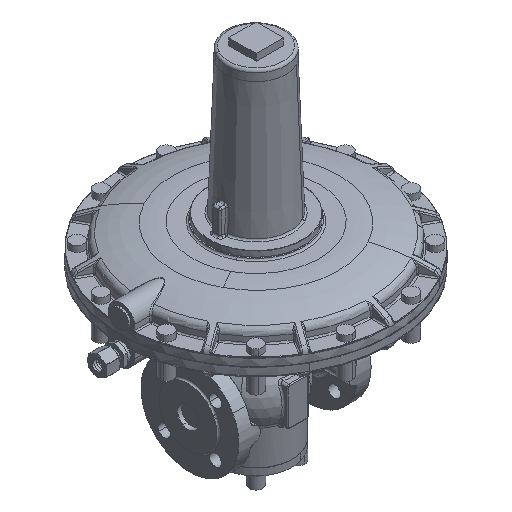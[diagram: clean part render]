
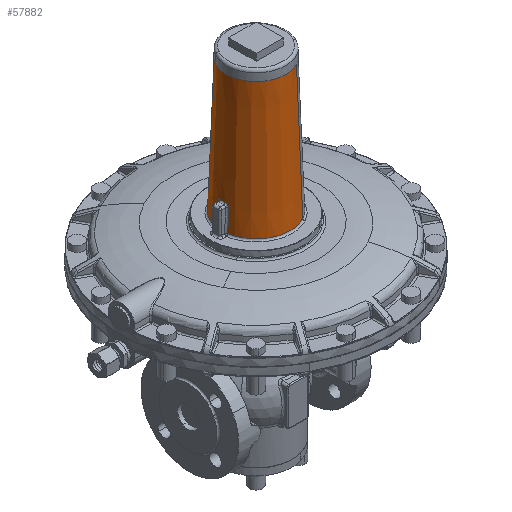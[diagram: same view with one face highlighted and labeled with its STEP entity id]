
A CAD part, isometric view. The second image highlights one B-rep face of the part: STEP entity #57882.
In plain terms, the highlighted conical face has half-angle 2 degrees and reference radius 35 mm.
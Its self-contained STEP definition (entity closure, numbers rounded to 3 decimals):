
#57131=AXIS2_PLACEMENT_3D('Circle Axis2P3D',#57129,#57130,$) ;
#57358=AXIS2_PLACEMENT_3D('Circle Axis2P3D',#57356,#57357,$) ;
#57779=AXIS2_PLACEMENT_3D('Cone Axis2P3D',#57776,#57777,#57778) ;
#57790=AXIS2_PLACEMENT_3D('Circle Axis2P3D',#57788,#57789,$) ;
#57797=AXIS2_PLACEMENT_3D('Circle Axis2P3D',#57795,#57796,$) ;
#57836=AXIS2_PLACEMENT_3D('Circle Axis2P3D',#57834,#57835,$) ;
#57126=CARTESIAN_POINT('Vertex',(-119.896,6.67,255.398)) ;
#57129=CARTESIAN_POINT('Axis2P3D Location',(-80.,0.,255.398)) ;
#57133=CARTESIAN_POINT('Vertex',(-99.393,35.498,255.398)) ;
#57326=CARTESIAN_POINT('Vertex',(-60.607,-35.498,255.398)) ;
#57348=CARTESIAN_POINT('Vertex',(-119.896,-6.67,255.398)) ;
#57356=CARTESIAN_POINT('Axis2P3D Location',(-80.,0.,255.398)) ;
#57776=CARTESIAN_POINT('Axis2P3D Location',(-80.,0.,411.468)) ;
#57781=CARTESIAN_POINT('Line Origine',(8294.245,-15328.953,-498782.811)) ;
#57785=CARTESIAN_POINT('Vertex',(-63.22,-30.715,411.468)) ;
#57788=CARTESIAN_POINT('Axis2P3D Location',(-80.,0.,411.468)) ;
#57792=CARTESIAN_POINT('Vertex',(-110.715,16.78,411.468)) ;
#57795=CARTESIAN_POINT('Axis2P3D Location',(-80.,0.,411.468)) ;
#57799=CARTESIAN_POINT('Vertex',(-96.78,30.715,411.468)) ;
#57802=CARTESIAN_POINT('Line Origine',(-8454.245,15328.953,-498782.811)) ;
#57808=CARTESIAN_POINT('Control Point',(-119.896,6.67,255.398)) ;
#57809=CARTESIAN_POINT('Control Point',(-119.59,6.668,264.065)) ;
#57810=CARTESIAN_POINT('Control Point',(-119.283,6.666,272.732)) ;
#57811=CARTESIAN_POINT('Control Point',(-118.977,6.663,281.398)) ;
#57812=CARTESIAN_POINT('Vertex',(-118.977,6.663,281.398)) ;
#57816=CARTESIAN_POINT('Control Point',(-118.977,6.663,281.398)) ;
#57817=CARTESIAN_POINT('Control Point',(-118.97,6.663,281.601)) ;
#57818=CARTESIAN_POINT('Control Point',(-118.964,6.651,281.805)) ;
#57819=CARTESIAN_POINT('Control Point',(-118.962,6.626,282.003)) ;
#57820=CARTESIAN_POINT('Control Point',(-118.959,6.528,282.536)) ;
#57821=CARTESIAN_POINT('Control Point',(-118.97,6.369,282.98)) ;
#57822=CARTESIAN_POINT('Control Point',(-118.98,6.252,283.233)) ;
#57823=CARTESIAN_POINT('Control Point',(-119.008,5.96,283.758)) ;
#57824=CARTESIAN_POINT('Control Point',(-119.042,5.637,284.152)) ;
#57825=CARTESIAN_POINT('Control Point',(-119.062,5.445,284.349)) ;
#57826=CARTESIAN_POINT('Control Point',(-119.127,4.829,284.884)) ;
#57827=CARTESIAN_POINT('Control Point',(-119.19,4.186,285.191)) ;
#57828=CARTESIAN_POINT('Control Point',(-119.23,3.746,285.33)) ;
#57829=CARTESIAN_POINT('Control Point',(-119.267,3.301,285.398)) ;
#57830=CARTESIAN_POINT('Control Point',(-119.299,2.855,285.398)) ;
#57831=CARTESIAN_POINT('Vertex',(-119.299,2.855,285.398)) ;
#57834=CARTESIAN_POINT('Axis2P3D Location',(-80.,0.,285.398)) ;
#57838=CARTESIAN_POINT('Vertex',(-119.299,-2.855,285.398)) ;
#57842=CARTESIAN_POINT('Control Point',(-119.299,-2.855,285.398)) ;
#57843=CARTESIAN_POINT('Control Point',(-119.267,-3.293,285.398)) ;
#57844=CARTESIAN_POINT('Control Point',(-119.231,-3.731,285.332)) ;
#57845=CARTESIAN_POINT('Control Point',(-119.192,-4.167,285.199)) ;
#57846=CARTESIAN_POINT('Control Point',(-119.136,-4.741,284.927)) ;
#57847=CARTESIAN_POINT('Control Point',(-119.078,-5.294,284.478)) ;
#57848=CARTESIAN_POINT('Control Point',(-119.064,-5.43,284.354)) ;
#57849=CARTESIAN_POINT('Control Point',(-119.033,-5.72,284.056)) ;
#57850=CARTESIAN_POINT('Control Point',(-119.005,-5.997,283.681)) ;
#57851=CARTESIAN_POINT('Control Point',(-118.99,-6.14,283.451)) ;
#57852=CARTESIAN_POINT('Control Point',(-118.971,-6.345,283.051)) ;
#57853=CARTESIAN_POINT('Control Point',(-118.962,-6.508,282.549)) ;
#57854=CARTESIAN_POINT('Control Point',(-118.96,-6.557,282.367)) ;
#57855=CARTESIAN_POINT('Control Point',(-118.961,-6.618,282.067)) ;
#57856=CARTESIAN_POINT('Control Point',(-118.967,-6.651,281.743)) ;
#57857=CARTESIAN_POINT('Control Point',(-118.969,-6.659,281.628)) ;
#57858=CARTESIAN_POINT('Control Point',(-118.973,-6.663,281.513)) ;
#57859=CARTESIAN_POINT('Control Point',(-118.977,-6.663,281.398)) ;
#57860=CARTESIAN_POINT('Vertex',(-118.977,-6.663,281.398)) ;
#57864=CARTESIAN_POINT('Control Point',(-119.896,-6.67,255.398)) ;
#57865=CARTESIAN_POINT('Control Point',(-119.59,-6.668,264.065)) ;
#57866=CARTESIAN_POINT('Control Point',(-119.283,-6.666,272.732)) ;
#57867=CARTESIAN_POINT('Control Point',(-118.977,-6.663,281.398)) ;
#57130=DIRECTION('Axis2P3D Direction',(0.,0.,1.)) ;
#57357=DIRECTION('Axis2P3D Direction',(0.,0.,1.)) ;
#57777=DIRECTION('Axis2P3D Direction',(-0.,0.,-1.)) ;
#57778=DIRECTION('Axis2P3D XDirection',(0.479,-0.878,0.)) ;
#57782=DIRECTION('Vector Direction',(0.017,-0.031,-0.999)) ;
#57789=DIRECTION('Axis2P3D Direction',(0.,-0.,-1.)) ;
#57796=DIRECTION('Axis2P3D Direction',(0.,-0.,-1.)) ;
#57803=DIRECTION('Vector Direction',(-0.017,0.031,-0.999)) ;
#57835=DIRECTION('Axis2P3D Direction',(0.,-0.,-1.)) ;
#57783=VECTOR('Line Direction',#57782,1.) ;
#57804=VECTOR('Line Direction',#57803,1.) ;
#57870=ORIENTED_EDGE('',*,*,#57360,.T.) ;
#57871=ORIENTED_EDGE('',*,*,#57787,.F.) ;
#57872=ORIENTED_EDGE('',*,*,#57794,.T.) ;
#57873=ORIENTED_EDGE('',*,*,#57801,.T.) ;
#57874=ORIENTED_EDGE('',*,*,#57806,.T.) ;
#57875=ORIENTED_EDGE('',*,*,#57135,.T.) ;
#57876=ORIENTED_EDGE('',*,*,#57814,.F.) ;
#57877=ORIENTED_EDGE('',*,*,#57833,.F.) ;
#57878=ORIENTED_EDGE('',*,*,#57840,.F.) ;
#57879=ORIENTED_EDGE('',*,*,#57862,.F.) ;
#57880=ORIENTED_EDGE('',*,*,#57868,.F.) ;
#57882=ADVANCED_FACE('Brep With Voids',(#57881),#57780,.T.) ;
#57807=B_SPLINE_CURVE_WITH_KNOTS('',3,(#57808,#57809,#57810,#57811),.UNSPECIFIED.,.F.,.U.,(4,4),(0.,36.794),.UNSPECIFIED.) ;
#57815=B_SPLINE_CURVE_WITH_KNOTS('',5,(#57816,#57817,#57818,#57819,#57820,#57821,#57822,#57823,#57824,#57825,#57826,#57827,#57828,#57829,#57830),.UNSPECIFIED.,.F.,.U.,(6,3,3,3,6),(0.,1.181,3.375,6.371,12.812),.UNSPECIFIED.) ;
#57841=B_SPLINE_CURVE_WITH_KNOTS('',5,(#57842,#57843,#57844,#57845,#57846,#57847,#57848,#57849,#57850,#57851,#57852,#57853,#57854,#57855,#57856,#57857,#57858,#57859),.UNSPECIFIED.,.F.,.U.,(6,3,3,3,3,6),(0.,6.335,8.422,10.879,12.141,12.807),.UNSPECIFIED.) ;
#57863=B_SPLINE_CURVE_WITH_KNOTS('',3,(#57864,#57865,#57866,#57867),.UNSPECIFIED.,.F.,.U.,(4,4),(0.,36.794),.UNSPECIFIED.) ;
#57132=CIRCLE('generated circle',#57131,40.45) ;
#57359=CIRCLE('generated circle',#57358,40.45) ;
#57791=CIRCLE('generated circle',#57790,35.) ;
#57798=CIRCLE('generated circle',#57797,35.) ;
#57837=CIRCLE('generated circle',#57836,39.402) ;
#57780=CONICAL_SURFACE('Cone',#57779,35.,0.035) ;
#57135=EDGE_CURVE('',#57134,#57127,#57132,.T.) ;
#57360=EDGE_CURVE('',#57349,#57327,#57359,.T.) ;
#57787=EDGE_CURVE('',#57786,#57327,#57784,.T.) ;
#57794=EDGE_CURVE('',#57786,#57793,#57791,.T.) ;
#57801=EDGE_CURVE('',#57793,#57800,#57798,.T.) ;
#57806=EDGE_CURVE('',#57800,#57134,#57805,.T.) ;
#57814=EDGE_CURVE('',#57813,#57127,#57807,.F.) ;
#57833=EDGE_CURVE('',#57832,#57813,#57815,.F.) ;
#57840=EDGE_CURVE('',#57839,#57832,#57837,.T.) ;
#57862=EDGE_CURVE('',#57861,#57839,#57841,.F.) ;
#57868=EDGE_CURVE('',#57349,#57861,#57863,.T.) ;
#57869=EDGE_LOOP('',(#57870,#57871,#57872,#57873,#57874,#57875,#57876,#57877,#57878,#57879,#57880)) ;
#57881=FACE_OUTER_BOUND('',#57869,.T.) ;
#57784=LINE('Line',#57781,#57783) ;
#57805=LINE('Line',#57802,#57804) ;
#57127=VERTEX_POINT('',#57126) ;
#57134=VERTEX_POINT('',#57133) ;
#57327=VERTEX_POINT('',#57326) ;
#57349=VERTEX_POINT('',#57348) ;
#57786=VERTEX_POINT('',#57785) ;
#57793=VERTEX_POINT('',#57792) ;
#57800=VERTEX_POINT('',#57799) ;
#57813=VERTEX_POINT('',#57812) ;
#57832=VERTEX_POINT('',#57831) ;
#57839=VERTEX_POINT('',#57838) ;
#57861=VERTEX_POINT('',#57860) ;
